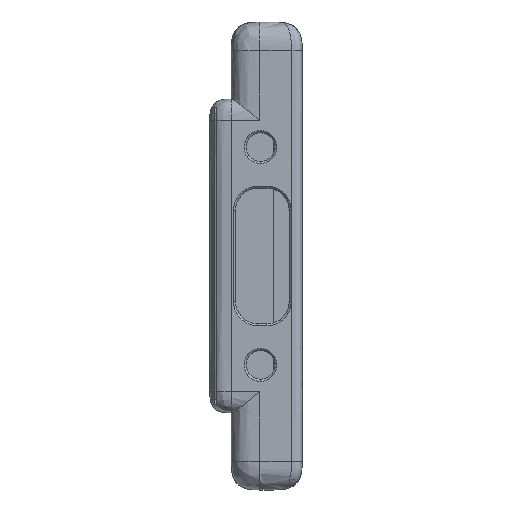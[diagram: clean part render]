
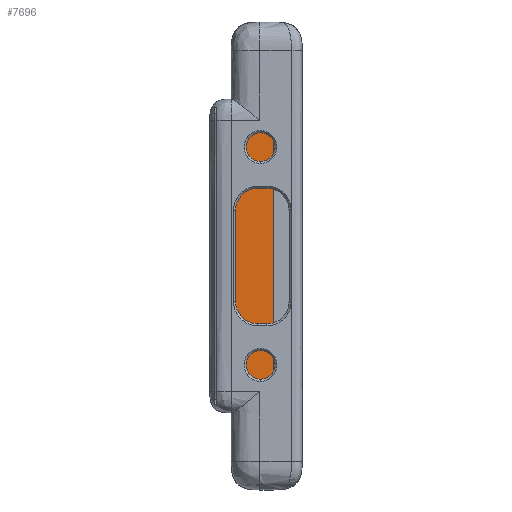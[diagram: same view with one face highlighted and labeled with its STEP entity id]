
A CAD part, left-side view. The second image highlights one B-rep face of the part: STEP entity #7696.
In plain terms, the highlighted planar face has unit normal (-1, 0, 0).
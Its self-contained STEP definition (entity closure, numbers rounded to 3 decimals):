
#275 = CARTESIAN_POINT ( 'NONE',  ( 27.9, 2.02, 0. ) ) ;
#509 = LINE ( 'NONE', #2244, #13375 ) ;
#1114 = LINE ( 'NONE', #11744, #17017 ) ;
#1129 = CARTESIAN_POINT ( 'NONE',  ( 27.9, 4.838, -9.85 ) ) ;
#1794 = ORIENTED_EDGE ( 'NONE', *, *, #18446, .T. ) ;
#2038 = EDGE_CURVE ( 'NONE', #16561, #15702, #10729, .T. ) ;
#2104 = LINE ( 'NONE', #275, #9777 ) ;
#2184 = CARTESIAN_POINT ( 'NONE',  ( 27.9, 0., 0. ) ) ;
#2244 = CARTESIAN_POINT ( 'NONE',  ( 27.9, 7.344, 7.344 ) ) ;
#3055 = DIRECTION ( 'NONE',  ( 0., -1., 0. ) ) ;
#3379 = CARTESIAN_POINT ( 'NONE',  ( 27.9, 5.7, 8.988 ) ) ;
#3829 = DIRECTION ( 'NONE',  ( 1., 0., 0. ) ) ;
#4058 = VERTEX_POINT ( 'NONE', #1129 ) ;
#4140 = FACE_OUTER_BOUND ( 'NONE', #19912, .T. ) ;
#4295 = DIRECTION ( 'NONE',  ( 0., -0.707, -0.707 ) ) ;
#4871 = VECTOR ( 'NONE', #4295, 1000. ) ;
#5983 = CARTESIAN_POINT ( 'NONE',  ( 27.9, 0., 9.85 ) ) ;
#7603 = ORIENTED_EDGE ( 'NONE', *, *, #13670, .F. ) ;
#7696 = ADVANCED_FACE ( 'NONE', ( #4140 ), #19846, .F. ) ;
#8209 = CARTESIAN_POINT ( 'NONE',  ( 27.9, 2.02, -9.85 ) ) ;
#8393 = EDGE_CURVE ( 'NONE', #9535, #4058, #15023, .T. ) ;
#8495 = DIRECTION ( 'NONE',  ( 0., 0., -1. ) ) ;
#8530 = EDGE_CURVE ( 'NONE', #4058, #18450, #11000, .T. ) ;
#8846 = ORIENTED_EDGE ( 'NONE', *, *, #8393, .T. ) ;
#9535 = VERTEX_POINT ( 'NONE', #17134 ) ;
#9777 = VECTOR ( 'NONE', #9856, 1000. ) ;
#9856 = DIRECTION ( 'NONE',  ( 0., 0., 1. ) ) ;
#10729 = LINE ( 'NONE', #5983, #20176 ) ;
#11000 = LINE ( 'NONE', #19161, #14766 ) ;
#11744 = CARTESIAN_POINT ( 'NONE',  ( 27.9, 5.7, 0. ) ) ;
#11848 = DIRECTION ( 'NONE',  ( 0., 0., 1. ) ) ;
#13077 = DIRECTION ( 'NONE',  ( 0., -0.707, 0.707 ) ) ;
#13350 = ORIENTED_EDGE ( 'NONE', *, *, #8530, .T. ) ;
#13375 = VECTOR ( 'NONE', #13077, 1000. ) ;
#13670 = EDGE_CURVE ( 'NONE', #16968, #15702, #509, .T. ) ;
#13719 = EDGE_CURVE ( 'NONE', #9535, #16968, #1114, .T. ) ;
#14265 = CARTESIAN_POINT ( 'NONE',  ( 27.9, 4.838, 9.85 ) ) ;
#14766 = VECTOR ( 'NONE', #3055, 1000. ) ;
#15023 = LINE ( 'NONE', #20108, #4871 ) ;
#15702 = VERTEX_POINT ( 'NONE', #14265 ) ;
#16121 = ORIENTED_EDGE ( 'NONE', *, *, #2038, .T. ) ;
#16261 = ORIENTED_EDGE ( 'NONE', *, *, #13719, .F. ) ;
#16561 = VERTEX_POINT ( 'NONE', #17902 ) ;
#16968 = VERTEX_POINT ( 'NONE', #3379 ) ;
#17017 = VECTOR ( 'NONE', #11848, 1000. ) ;
#17134 = CARTESIAN_POINT ( 'NONE',  ( 27.9, 5.7, -8.988 ) ) ;
#17902 = CARTESIAN_POINT ( 'NONE',  ( 27.9, 2.02, 9.85 ) ) ;
#18446 = EDGE_CURVE ( 'NONE', #18450, #16561, #2104, .T. ) ;
#18450 = VERTEX_POINT ( 'NONE', #8209 ) ;
#19161 = CARTESIAN_POINT ( 'NONE',  ( 27.9, 0., -9.85 ) ) ;
#19188 = DIRECTION ( 'NONE',  ( 0., 1., 0. ) ) ;
#19712 = AXIS2_PLACEMENT_3D ( 'NONE', #2184, #3829, #8495 ) ;
#19846 = PLANE ( 'NONE',  #19712 ) ;
#19912 = EDGE_LOOP ( 'NONE', ( #13350, #1794, #16121, #7603, #16261, #8846 ) ) ;
#20108 = CARTESIAN_POINT ( 'NONE',  ( 27.9, 7.344, -7.344 ) ) ;
#20176 = VECTOR ( 'NONE', #19188, 1000. ) ;
